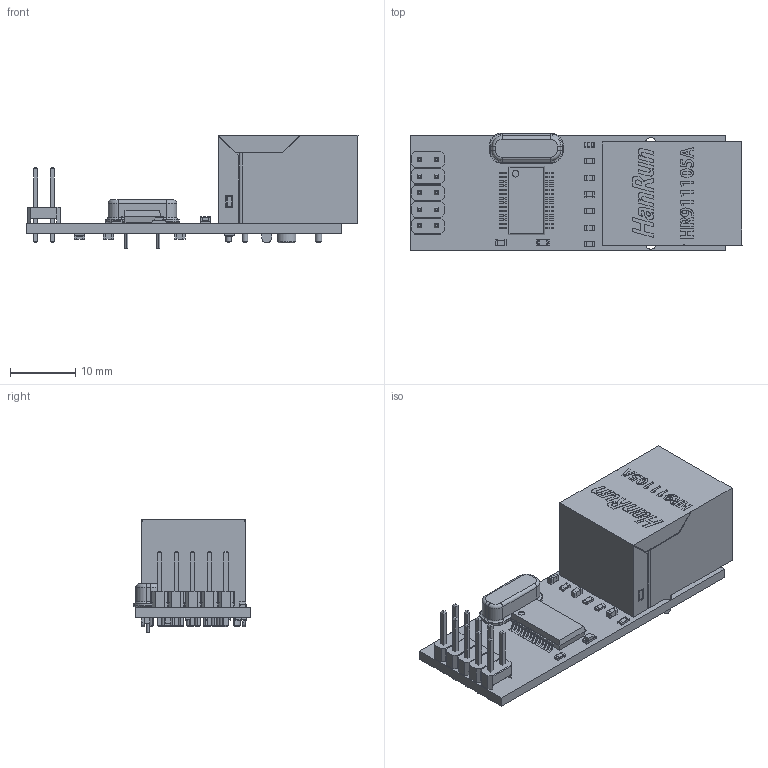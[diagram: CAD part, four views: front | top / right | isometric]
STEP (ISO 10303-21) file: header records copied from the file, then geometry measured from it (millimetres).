
FILE_DESCRIPTION(('Open CASCADE Model'),'2;1');
FILE_NAME('Open CASCADE Shape Model','2018-09-14T10:07:56',('Author'),( 'Open CASCADE'),'Open CASCADE STEP processor 6.5','Open CASCADE 6.5' ,'Unknown');
FILE_SCHEMA(('AUTOMOTIVE_DESIGN { 1 0 10303 214 1 1 1 1 }'));
Length unit declared in the file: millimetre
Products named in the file (34): PCB; Board; R10; User_Library-res0603-1; C6; J1; DS1021-2x5S61; body; pin; U1; SW3dPS-SSOP-28; Y1; SW3dPS-HP49US; C1; User_Library-CAPC1608X09; C2; C3; C4; C5; D1; SW3dPS-LED_SMD0805; J2; HR911105A; L1; User_Library-INDC1608X___; R1; R2; R5; R6; R7; R8; R9; R3; R4
Assembly tree (56 placements, depth 4):
  PCB
    Board
    R10
      User_Library-res0603-1
    C6
      User_Library-res0603-1
    J1
      DS1021-2x5S61
        body
        pin  x10
    U1
      SW3dPS-SSOP-28
    Y1
      SW3dPS-HP49US
    C1
      User_Library-CAPC1608X09
    C2
      User_Library-CAPC1608X09
    C3
      User_Library-CAPC1608X09
    C4
      User_Library-CAPC1608X09
    C5
      User_Library-CAPC1608X09
    D1
      SW3dPS-LED_SMD0805
    J2
      HR911105A
    L1
      User_Library-INDC1608X___
    R1
      User_Library-res0603-1
    R2
      User_Library-res0603-1
    R5
      User_Library-res0603-1
    R6
      User_Library-res0603-1
    R7
      User_Library-res0603-1
    R8
      User_Library-res0603-1
    R9
      User_Library-res0603-1
    R3
      User_Library-res0603-1
    R4
      User_Library-res0603-1
Bounding box: 50.8 x 18.02 x 17.4 mm (x, y, z)
Volume: 4674.7 mm3; surface area: 6042.1 mm2
Topology: 70 solids, 70 shells, 2020 faces, 5020 edges, 3132 vertices
Faces by surface type: plane 1408, cylinder 436, bspline 124, cone 32, torus 20
Full cylindrical faces by diameter (mm): 0.9 x8, 1 x6, 1.05 x10, 1.6 x2, 3.3 x2
Entity records: 106456 total; most frequent: CARTESIAN_POINT 32376, DIRECTION 11178, LINE 6862, VECTOR 6862, ORIENTED_EDGE 6836, PCURVE 6836, DEFINITIONAL_REPRESENTATION 6836, EDGE_CURVE 3418
